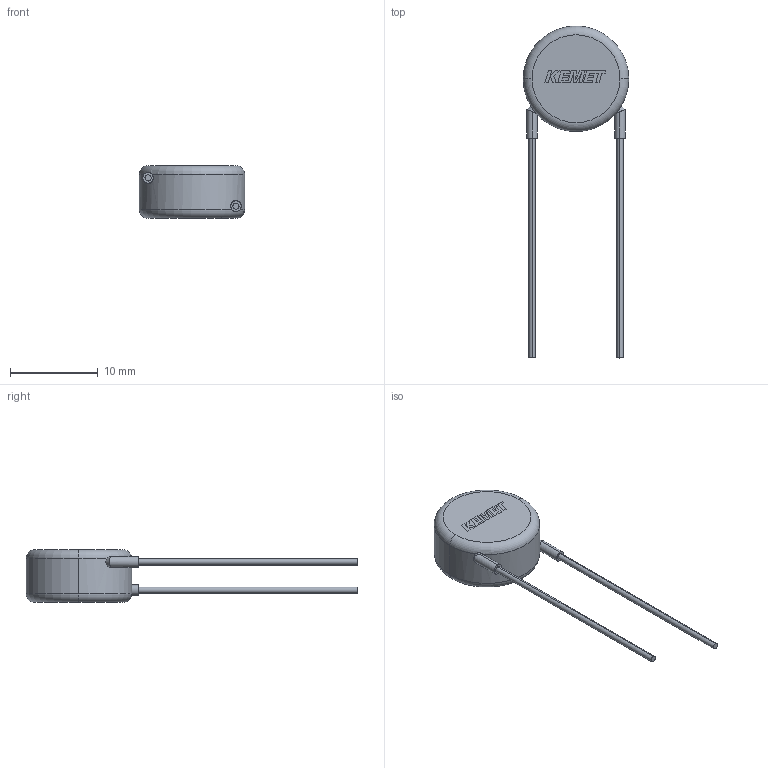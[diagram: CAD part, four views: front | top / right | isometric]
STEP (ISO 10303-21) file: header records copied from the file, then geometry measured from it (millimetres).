
FILE_DESCRIPTION (( 'STEP AP214' ), '1' );
FILE_NAME ('CCD_KST_12X6_D12T6S10.1LL25F0.7V2.7.STEP', '2025-03-24T19:42:43', ( '' ), ( '' ), 'SwSTEP 2.0', 'SolidWorks 2021', '' );
FILE_SCHEMA (( 'AUTOMOTIVE_DESIGN' ));
Length unit declared in the file: millimetre
Products named in the file (1): CCD_KST_12X6_D12T6S10.1LL25F0.7V2.7
Bounding box: 12 x 37.75 x 6 mm (x, y, z)
Volume: 689.7 mm3; surface area: 564.8 mm2
Topology: 4 solids, 4 shells, 80 faces, 206 edges, 136 vertices
Faces by surface type: plane 63, cylinder 13, torus 4
Entity records: 3330 total; most frequent: CARTESIAN_POINT 513, ORIENTED_EDGE 412, DIRECTION 378, EDGE_CURVE 206, LINE 164, VECTOR 164, VERTEX_POINT 136, AXIS2_PLACEMENT_3D 107
